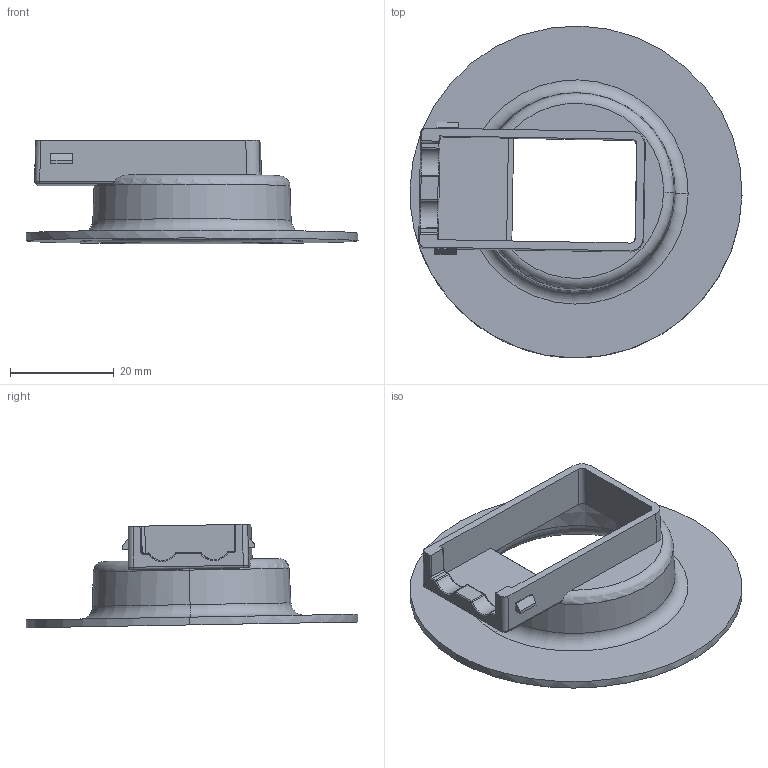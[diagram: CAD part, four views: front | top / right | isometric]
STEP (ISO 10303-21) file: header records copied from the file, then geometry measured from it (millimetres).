
FILE_DESCRIPTION(('Creo Elements/Direct Modeling STEP Export'),'2;1');
FILE_NAME('7431890-00_Halterung.stp','2015-01-22T14:22:10',(''),(''),'Creo Elements/Direct Modeling STEP processor for AP214 (Solid Model)','Creo Elements/Direct Modeling 18.1D 22-Jun-2013 (C) Parametric Technology GmbH','');
FILE_SCHEMA(('AUTOMOTIVE_DESIGN { 1 0 10303 214 1 1 1 1 }'));
Length unit declared in the file: millimetre
Products named in the file (2): 7431890-00_Halterung
Assembly tree (1 placements, depth 2):
  7431890-00_Halterung
    7431890-00_Halterung
Bounding box: 63.99 x 63.99 x 19.96 mm (x, y, z)
Volume: 7315.2 mm3; surface area: 10066 mm2
Topology: 1 solids, 1 shells, 93 faces, 233 edges, 145 vertices
Faces by surface type: plane 34, cylinder 29, bspline 18, torus 8, cone 4
Entity records: 4577 total; most frequent: CARTESIAN_POINT 2535, ORIENTED_EDGE 466, DIRECTION 338, EDGE_CURVE 233, VERTEX_POINT 145, VECTOR 116, LINE 116, AXIS2_PLACEMENT_3D 111
